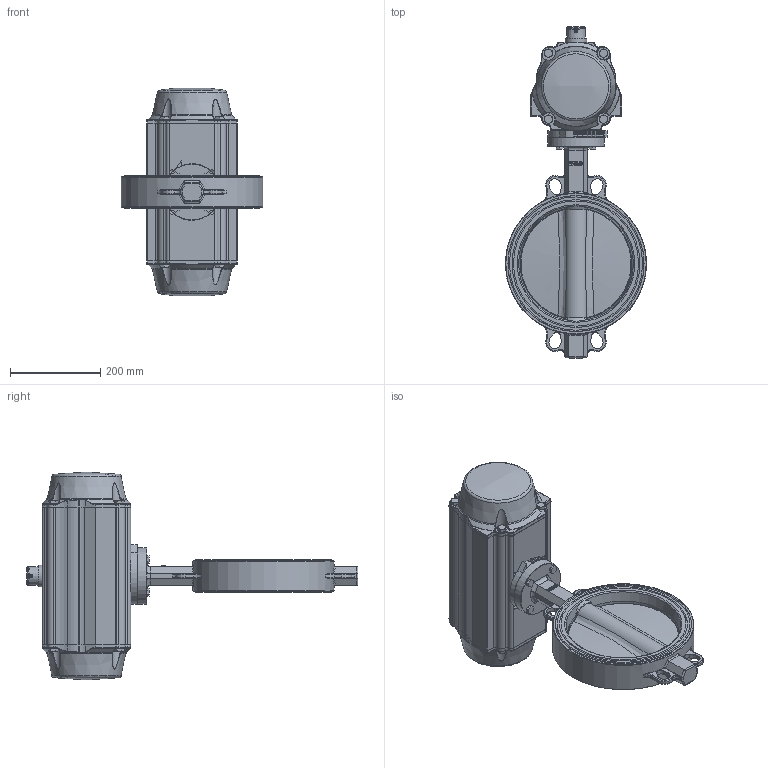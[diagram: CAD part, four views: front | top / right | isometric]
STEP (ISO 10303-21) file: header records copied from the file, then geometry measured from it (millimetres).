
FILE_DESCRIPTION(/* description */ ('Unknown'),/* implementation_level */ '2;1');
FILE_NAME(/* name */ 'FR075100-16_(FR500-5.100.250)',/* time_stamp */ '2020-11-17T09:18:17+01:00',/* author */ ('Unknown'),/* organization */ ('Unknown'),/* preprocessor_version */ 'ST-DEVELOPER v16.7',/* originating_system */ 'Solid Edge',/* authorisation */ 'Unknown');
FILE_SCHEMA (('AUTOMOTIVE_DESIGN {1 0 10303 214 3 1 1}'));
Products named in the file (18): FR500-5.100.250; Rasterscheibe DN300; WAFER-DN250; DN250概极; seat; disc; shaft1; shaft2; bushing1; DW682_FR500; ____; ________(___________; _____________; ______; hexagon head bolts--product grade c gb_GB_FASTENER_BOLT_HHBC M12X55-N; cup head nib bolts with large head gb_GB_FASTENER_BOLT_CHNBW M6X25-N; KP-160; M10x40
Assembly tree (30 placements, depth 4):
  FR500-5.100.250
    Rasterscheibe DN300
    WAFER-DN250
      DN250概极
      seat
      disc
      shaft1
      shaft2
      bushing1  x2
    DW682_FR500
      ____
        ________(___________  x2
        _____________  x2
        ______
      hexagon head bolts--product grade c gb_GB_FASTENER_BOLT_HHBC M12X55-N  x8
      cup head nib bolts with large head gb_GB_FASTENER_BOLT_CHNBW M6X25-N
      KP-160
    M10x40  x4
Bounding box: 313 x 735.12 x 459.98 mm (x, y, z)
Volume: 16969604.7 mm3; surface area: 1128049.6 mm2
Topology: 27 solids, 27 shells, 1876 faces, 4557 edges, 2781 vertices
Faces by surface type: plane 632, cylinder 487, bspline 368, torus 195, cone 181, sphere 13
Full cylindrical faces by diameter (mm): 3 x16, 3.3 x8, 4.2 x12, 4.66 x1, 5 x1, 6 x1, 6.2 x1, 6.8 x1, 8.5 x4, 9.663 x8, 10 x4, 10.2 x12, 11.8 x2, 12 x12, 20 x1, 25 x1, 28.45 x5, 28.68 x1, 28.7 x2, 34.9 x2, 35 x2, 38.5 x1, 39 x1, 40 x2, 43 x1, 43.852 x1, 47.8 x1, 71 x1, 75.015 x2, 125 x1
Entity records: 60716 total; most frequent: CARTESIAN_POINT 26096, ORIENTED_EDGE 7198, DIRECTION 6553, EDGE_CURVE 3599, AXIS2_PLACEMENT_3D 2548, VERTEX_POINT 2337, FACE_BOUND 1888, EDGE_LOOP 1859
